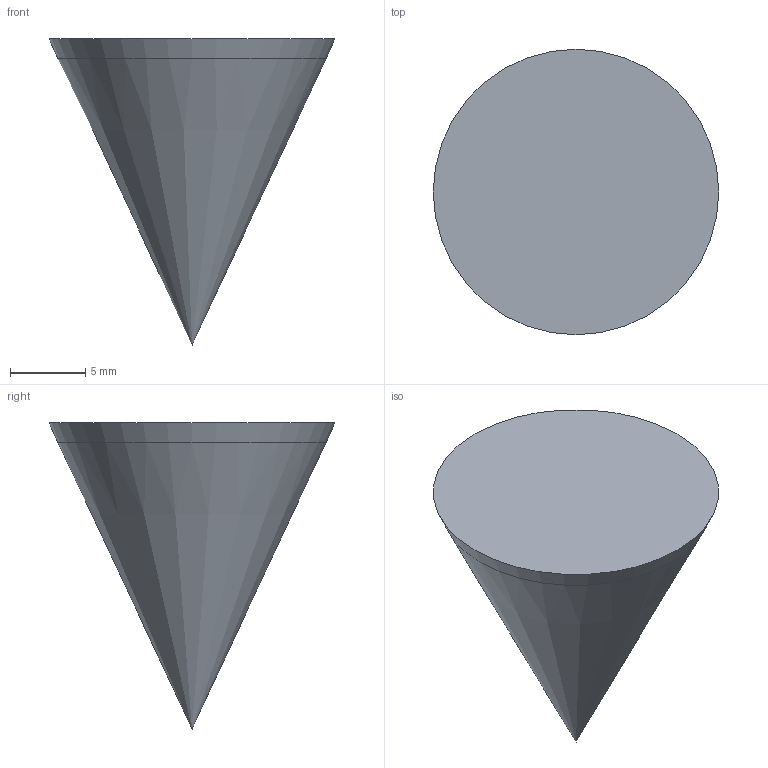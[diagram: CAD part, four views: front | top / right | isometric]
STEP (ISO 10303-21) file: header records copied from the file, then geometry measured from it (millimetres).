
FILE_DESCRIPTION(/* description */ (''),/* implementation_level */ '2;1');
FILE_NAME(/* name */ 'pencil_down.stp',/* time_stamp */ '2017-06-05T16:09:13+08:00',/* author */ ('qkx515'),/* organization */ (''),/* preprocessor_version */ 'ST-DEVELOPER v16.5',/* originating_system */ 'Autodesk Inventor 2017',/* authorisation */ '');
FILE_SCHEMA (('AUTOMOTIVE_DESIGN { 1 0 10303 214 3 1 1 }'));
Length unit declared in the file: millimetre
Products named in the file (1): pencil_down
Bounding box: 18.97 x 18.97 x 20.34 mm (x, y, z)
Volume: 1929.9 mm3; surface area: 953.6 mm2
Topology: 1 solids, 1 shells, 4 faces, 7 edges, 5 vertices
Faces by surface type: plane 2, cone 2
Entity records: 115 total; most frequent: DIRECTION 16, CARTESIAN_POINT 11, AXIS2_PLACEMENT_3D 8, EDGE_LOOP 6, ORIENTED_EDGE 6, STYLED_ITEM 4, FACE_OUTER_BOUND 4, ADVANCED_FACE 4
